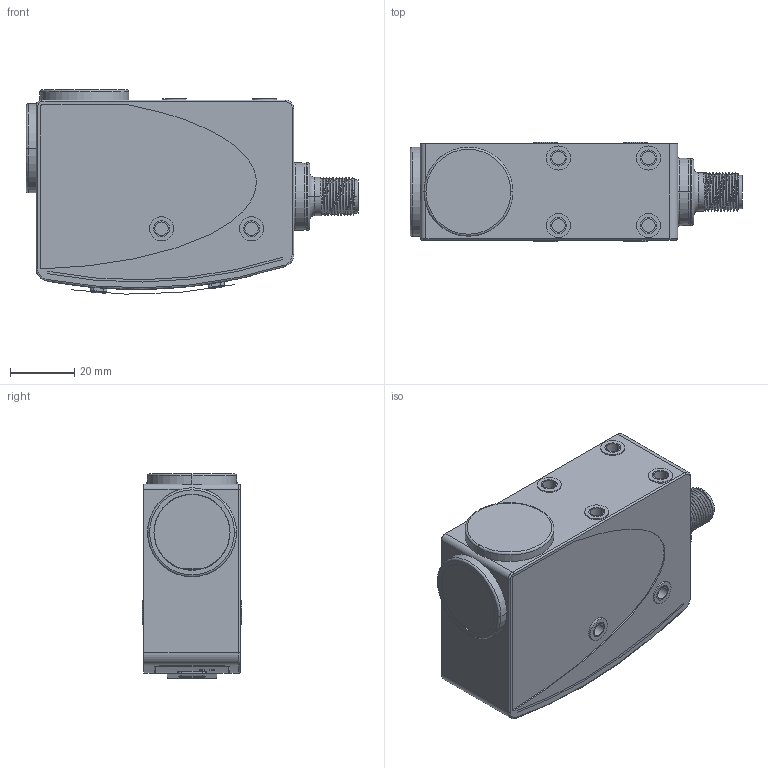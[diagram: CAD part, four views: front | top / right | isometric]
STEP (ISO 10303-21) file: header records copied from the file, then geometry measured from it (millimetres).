
FILE_DESCRIPTION((''),'2;1');
FILE_NAME('141684_ASM','2016-05-20T',('PDMAdmin'),(''),'PRO/ENGINEER BY PARAMETRIC TECHNOLOGY CORPORATION, 2016010','PRO/ENGINEER BY PARAMETRIC TECHNOLOGY CORPORATION, 2016010','');
FILE_SCHEMA(('CONFIG_CONTROL_DESIGN'));
Products named in the file (15): 122887; 49197; 45482; 44811; 49566_ASM; 45483; 122919_PART1; 122919_PART2; 122919_ASM; 122888; 122931; 139032_AF0; 41089_AF0; R58E_QD_ASM; 141684_ASM
Assembly tree (15 placements, depth 4):
  141684_ASM
    R58E_QD_ASM
      122887
      49197  x2
      49566_ASM
        45482
        44811
      45483
      122919_ASM
        122919_PART1
        122919_PART2
      122888
      122931
      139032_AF0
      41089_AF0
Bounding box: 103.28 x 30.8 x 63.53 mm (x, y, z)
Volume: 59830.2 mm3; surface area: 71855.9 mm2
Topology: 12 solids, 41 shells, 1418 faces, 3570 edges, 2300 vertices
Faces by surface type: cylinder 495, plane 485, bspline 161, cone 130, torus 104, sphere 40, revolution 2, extrusion 1
Entity records: 55068 total; most frequent: CARTESIAN_POINT 21869, ORIENTED_EDGE 6834, DIRECTION 6647, EDGE_CURVE 3554, AXIS2_PLACEMENT_3D 2583, VERTEX_POINT 2296, EDGE_LOOP 1599, VECTOR 1479
